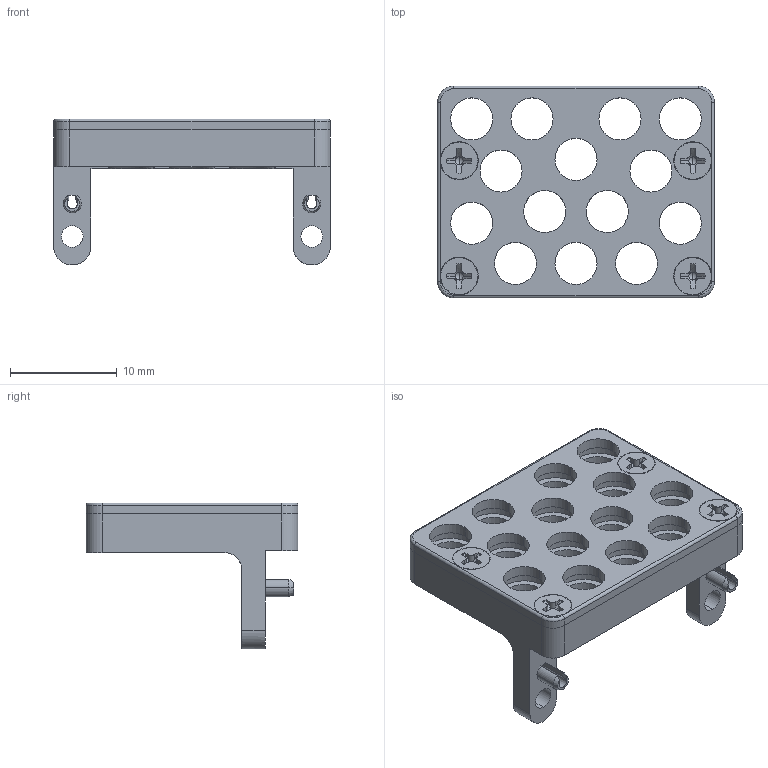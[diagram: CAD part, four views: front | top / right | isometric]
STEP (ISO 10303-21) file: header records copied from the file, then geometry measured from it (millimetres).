
FILE_DESCRIPTION (( 'STEP AP214' ), '1' );
FILE_NAME ('FMCN49825_3D.step', '2023-11-13T19:37:29', ( '' ), ( '' ), 'SwSTEP 2.0', 'SolidWorks 2022', '' );
FILE_SCHEMA (( 'AUTOMOTIVE_DESIGN' ));
Length unit declared in the file: foot
Products named in the file (6): C.stp; 006-VTC14C-CR-3.stp; FMCN49825_3D; 006-VTC14C-CR-2.stp; 006-VTC14C-CR-1.stp; SMPM VITA 67.3 14 Port Plug-In Module C(006-VTC14C-CR).stp
Assembly tree (9 placements, depth 3):
  FMCN49825_3D
    SMPM VITA 67.3 14 Port Plug-In Module C(006-VTC14C-CR).stp
      006-VTC14C-CR-1.stp
      006-VTC14C-CR-2.stp
      006-VTC14C-CR-3.stp  x4
      C.stp  x2
Bounding box: 25.91 x 19.81 x 13.66 mm (x, y, z)
Volume: 1545.5 mm3; surface area: 3096.7 mm2
Topology: 8 solids, 8 shells, 474 faces, 1257 edges, 812 vertices
Faces by surface type: cylinder 265, plane 103, cone 82, bspline 12, sphere 8, torus 4
Entity records: 10469 total; most frequent: CARTESIAN_POINT 3043, DIRECTION 1556, ORIENTED_EDGE 1470, EDGE_CURVE 735, AXIS2_PLACEMENT_3D 635, VERTEX_POINT 470, EDGE_LOOP 367, CIRCLE 345
